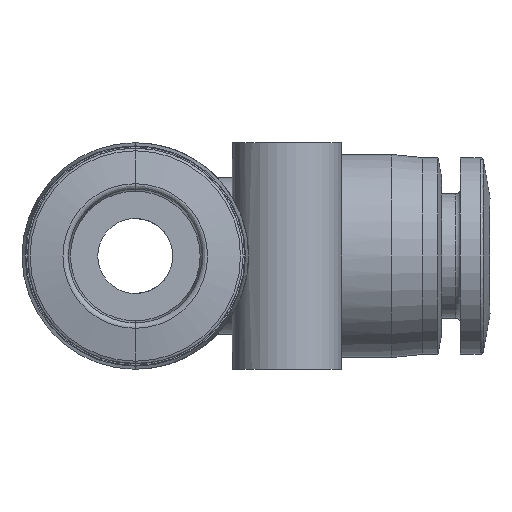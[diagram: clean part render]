
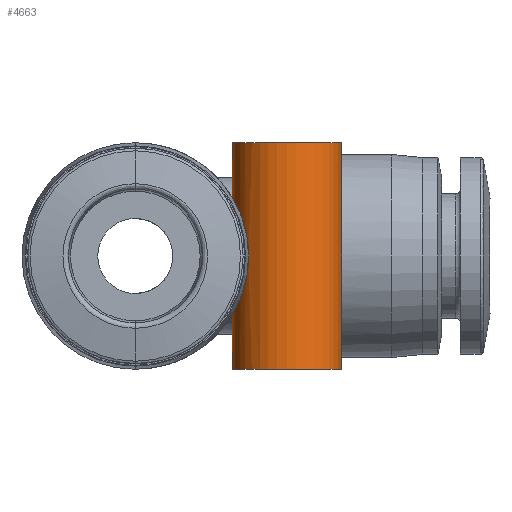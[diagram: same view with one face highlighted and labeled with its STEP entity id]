
A CAD part, front view. The second image highlights one B-rep face of the part: STEP entity #4663.
In plain terms, the highlighted cylindrical face has radius 3.5 mm (diameter 7 mm), a partial arc.
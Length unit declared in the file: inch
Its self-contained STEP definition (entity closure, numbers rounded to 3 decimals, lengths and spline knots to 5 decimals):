
#28 = CARTESIAN_POINT ( 'NONE',  ( 0.2549, -0.91027, -0.12855 ) ) ;
#37 = VERTEX_POINT ( 'NONE', #4046 ) ;
#51 = CARTESIAN_POINT ( 'NONE',  ( 0.28244, -0.9517, 0.04207 ) ) ;
#67 = CARTESIAN_POINT ( 'NONE',  ( 0.24409, -0.8563, 0.14795 ) ) ;
#454 = CARTESIAN_POINT ( 'NONE',  ( 0.38189, -0.8563, -0.28543 ) ) ;
#499 = CARTESIAN_POINT ( 'NONE',  ( 0.26319, -0.92653, -0.11067 ) ) ;
#512 = CARTESIAN_POINT ( 'NONE',  ( 0.27774, -0.94658, 0.06634 ) ) ;
#564 = CARTESIAN_POINT ( 'NONE',  ( 0.38189, -0.8563, 0.28543 ) ) ;
#777 = CARTESIAN_POINT ( 'NONE',  ( 0.24409, -0.8563, 0.28543 ) ) ;
#806 = CYLINDRICAL_SURFACE ( 'NONE', #5388, 0.1378 ) ;
#932 = DIRECTION ( 'NONE',  ( 1., 0., 0. ) ) ;
#965 = CARTESIAN_POINT ( 'NONE',  ( 0.27116, -0.93843, -0.08947 ) ) ;
#992 = CARTESIAN_POINT ( 'NONE',  ( 0.2711, -0.93836, 0.08963 ) ) ;
#1017 = CARTESIAN_POINT ( 'NONE',  ( 0.24409, -0.8563, 0. ) ) ;
#1037 = DIRECTION ( 'NONE',  ( 1., 0., 0. ) ) ;
#1240 = CIRCLE ( 'NONE', #2000, 0.1378 ) ;
#1271 = VERTEX_POINT ( 'NONE', #2653 ) ;
#1340 = ORIENTED_EDGE ( 'NONE', *, *, #4248, .F. ) ;
#1364 = CARTESIAN_POINT ( 'NONE',  ( 0.51969, -0.8563, -0.28543 ) ) ;
#1394 = CARTESIAN_POINT ( 'NONE',  ( 0.24409, -0.86477, -0.14795 ) ) ;
#1421 = CARTESIAN_POINT ( 'NONE',  ( 0.27772, -0.94656, -0.06641 ) ) ;
#1433 = CARTESIAN_POINT ( 'NONE',  ( 0.26316, -0.92648, 0.11075 ) ) ;
#1514 = VECTOR ( 'NONE', #5095, 39.37008 ) ;
#1721 = VERTEX_POINT ( 'NONE', #1364 ) ;
#1788 = DIRECTION ( 'NONE',  ( 1., 0., 0. ) ) ;
#1839 = CARTESIAN_POINT ( 'NONE',  ( 0.24409, -0.8563, -0.14795 ) ) ;
#1857 = CARTESIAN_POINT ( 'NONE',  ( 0.28394, -0.95331, -0.03362 ) ) ;
#1873 = CARTESIAN_POINT ( 'NONE',  ( 0.2549, -0.91026, 0.12856 ) ) ;
#2000 = AXIS2_PLACEMENT_3D ( 'NONE', #454, #3581, #932 ) ;
#2221 = VECTOR ( 'NONE', #5356, 39.37008 ) ;
#2296 = CARTESIAN_POINT ( 'NONE',  ( 0.24491, -0.87336, -0.14662 ) ) ;
#2327 = CARTESIAN_POINT ( 'NONE',  ( 0.28543, -0.9547, 0.00848 ) ) ;
#2343 = CARTESIAN_POINT ( 'NONE',  ( 0.24787, -0.88935, 0.14157 ) ) ;
#2565 = ORIENTED_EDGE ( 'NONE', *, *, #4884, .T. ) ;
#2569 = B_SPLINE_CURVE_WITH_KNOTS ( 'NONE', 3,
 ( #1839, #1394, #2296, #5196, #2747, #28, #3185, #499, #3620, #965, #4037, #1421, #4431, #1857, #4817, #2327, #5212, #2767, #51, #3205, #512, #3638, #992, #4055, #1433, #4454, #1873, #4835, #2343, #5237, #2784, #67 ),
 .UNSPECIFIED., .F., .F.,
 ( 4, 2, 2, 2, 2, 2, 2, 2, 2, 2, 2, 2, 2, 2, 2, 4 ),
 ( 0.00099, 0.00164, 0.00229, 0.00293, 0.00358, 0.00423, 0.00487, 0.00616, 0.00681, 0.00746, 0.0081, 0.00875, 0.0094, 0.01004, 0.01069, 0.01134 ),
 .UNSPECIFIED. ) ;
#2630 = CIRCLE ( 'NONE', #3699, 0.1378 ) ;
#2653 = CARTESIAN_POINT ( 'NONE',  ( 0.24409, -0.8563, -0.28543 ) ) ;
#2702 = CARTESIAN_POINT ( 'NONE',  ( 0.38189, -0.8563, 0. ) ) ;
#2747 = CARTESIAN_POINT ( 'NONE',  ( 0.25001, -0.89686, -0.13782 ) ) ;
#2767 = CARTESIAN_POINT ( 'NONE',  ( 0.28355, -0.95283, 0.03381 ) ) ;
#2784 = CARTESIAN_POINT ( 'NONE',  ( 0.24409, -0.86484, 0.14795 ) ) ;
#2798 = EDGE_LOOP ( 'NONE', ( #4452, #4810, #3885, #2565, #1340, #4050 ) ) ;
#2919 = VECTOR ( 'NONE', #5216, 39.37008 ) ;
#3018 = VERTEX_POINT ( 'NONE', #4370 ) ;
#3062 = LINE ( 'NONE', #1017, #2919 ) ;
#3087 = CARTESIAN_POINT ( 'NONE',  ( 0.51969, -0.8563, 0. ) ) ;
#3185 = CARTESIAN_POINT ( 'NONE',  ( 0.25769, -0.91626, -0.12295 ) ) ;
#3205 = CARTESIAN_POINT ( 'NONE',  ( 0.27953, -0.94857, 0.05834 ) ) ;
#3217 = CARTESIAN_POINT ( 'NONE',  ( 0.51969, -0.8563, 0.28543 ) ) ;
#3495 = VERTEX_POINT ( 'NONE', #777 ) ;
#3581 = DIRECTION ( 'NONE',  ( 0., 0., 1. ) ) ;
#3620 = CARTESIAN_POINT ( 'NONE',  ( 0.26597, -0.93094, -0.10387 ) ) ;
#3638 = CARTESIAN_POINT ( 'NONE',  ( 0.27351, -0.94146, 0.08205 ) ) ;
#3677 = DIRECTION ( 'NONE',  ( 0., 0., -1. ) ) ;
#3699 = AXIS2_PLACEMENT_3D ( 'NONE', #564, #3677, #1037 ) ;
#3865 = LINE ( 'NONE', #3087, #1514 ) ;
#3885 = ORIENTED_EDGE ( 'NONE', *, *, #4045, .T. ) ;
#4037 = CARTESIAN_POINT ( 'NONE',  ( 0.27353, -0.94149, -0.08196 ) ) ;
#4045 = EDGE_CURVE ( 'NONE', #1721, #5555, #3865, .T. ) ;
#4046 = CARTESIAN_POINT ( 'NONE',  ( 0.24409, -0.8563, 0.14795 ) ) ;
#4050 = ORIENTED_EDGE ( 'NONE', *, *, #5278, .F. ) ;
#4055 = CARTESIAN_POINT ( 'NONE',  ( 0.26595, -0.93091, 0.10392 ) ) ;
#4180 = CARTESIAN_POINT ( 'NONE',  ( 0.24409, -0.8563, 0. ) ) ;
#4248 = EDGE_CURVE ( 'NONE', #37, #3495, #3062, .T. ) ;
#4349 = EDGE_CURVE ( 'NONE', #1271, #3018, #4479, .T. ) ;
#4370 = CARTESIAN_POINT ( 'NONE',  ( 0.24409, -0.8563, -0.14795 ) ) ;
#4431 = CARTESIAN_POINT ( 'NONE',  ( 0.27954, -0.94858, -0.05832 ) ) ;
#4452 = ORIENTED_EDGE ( 'NONE', *, *, #4349, .F. ) ;
#4454 = CARTESIAN_POINT ( 'NONE',  ( 0.25762, -0.91613, 0.12308 ) ) ;
#4479 = LINE ( 'NONE', #4180, #2221 ) ;
#4663 = ADVANCED_FACE ( 'NONE', ( #5328 ), #806, .T. ) ;
#4810 = ORIENTED_EDGE ( 'NONE', *, *, #5195, .T. ) ;
#4817 = CARTESIAN_POINT ( 'NONE',  ( 0.28543, -0.95471, -0.01691 ) ) ;
#4835 = CARTESIAN_POINT ( 'NONE',  ( 0.24997, -0.89674, 0.1379 ) ) ;
#4884 = EDGE_CURVE ( 'NONE', #5555, #3495, #2630, .T. ) ;
#5095 = DIRECTION ( 'NONE',  ( 0., 0., 1. ) ) ;
#5154 = DIRECTION ( 'NONE',  ( 0., 0., 1. ) ) ;
#5195 = EDGE_CURVE ( 'NONE', #1271, #1721, #1240, .T. ) ;
#5196 = CARTESIAN_POINT ( 'NONE',  ( 0.24786, -0.88932, -0.14158 ) ) ;
#5212 = CARTESIAN_POINT ( 'NONE',  ( 0.28505, -0.95433, 0.01704 ) ) ;
#5216 = DIRECTION ( 'NONE',  ( 0., 0., 1. ) ) ;
#5237 = CARTESIAN_POINT ( 'NONE',  ( 0.2449, -0.87325, 0.14665 ) ) ;
#5278 = EDGE_CURVE ( 'NONE', #3018, #37, #2569, .T. ) ;
#5328 = FACE_OUTER_BOUND ( 'NONE', #2798, .T. ) ;
#5356 = DIRECTION ( 'NONE',  ( 0., 0., 1. ) ) ;
#5388 = AXIS2_PLACEMENT_3D ( 'NONE', #2702, #5154, #1788 ) ;
#5555 = VERTEX_POINT ( 'NONE', #3217 ) ;
